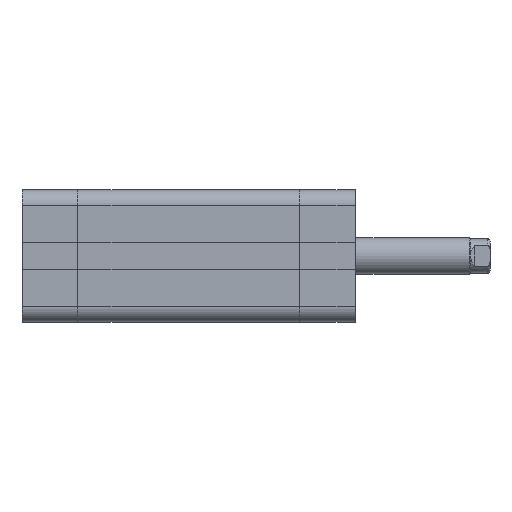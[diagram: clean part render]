
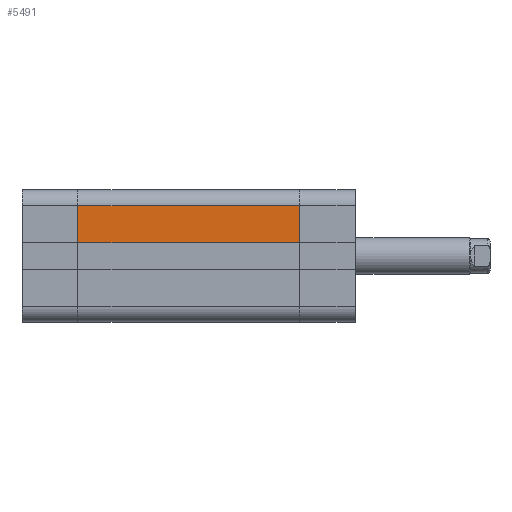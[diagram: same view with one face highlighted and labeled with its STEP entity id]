
A CAD part, front view. The second image highlights one B-rep face of the part: STEP entity #5491.
In plain terms, the highlighted planar face has unit normal (0, -1, 0).
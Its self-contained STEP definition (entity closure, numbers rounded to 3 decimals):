
#752 = EDGE_LOOP ( 'NONE', ( #1246, #1247, #1248, #1249 ) ) ;
#1246 = ORIENTED_EDGE ( 'NONE', *, *, #4790, .T. ) ;
#1247 = ORIENTED_EDGE ( 'NONE', *, *, #4789, .F. ) ;
#1248 = ORIENTED_EDGE ( 'NONE', *, *, #4780, .F. ) ;
#1249 = ORIENTED_EDGE ( 'NONE', *, *, #4791, .T. ) ;
#2986 = CARTESIAN_POINT ( 'NONE',  ( -11., -14.5, -48.5 ) ) ;
#2991 = DIRECTION ( 'NONE',  ( 0., 0., 1. ) ) ;
#3007 = CARTESIAN_POINT ( 'NONE',  ( -11., -14.5, 0. ) ) ;
#3009 = CARTESIAN_POINT ( 'NONE',  ( -2.85, -14.5, -48.5 ) ) ;
#3010 = DIRECTION ( 'NONE',  ( 1., 0., 0. ) ) ;
#3011 = CARTESIAN_POINT ( 'NONE',  ( -11., -14.5, -48.5 ) ) ;
#3013 = DIRECTION ( 'NONE',  ( 0., 0., 1. ) ) ;
#3015 = DIRECTION ( 'NONE',  ( 1., 0., 0. ) ) ;
#3811 = LINE ( 'NONE', #2986, #3823 ) ;
#3816 = LINE ( 'NONE', #3009, #3843 ) ;
#3823 = VECTOR ( 'NONE', #2991, 1000. ) ;
#3835 = LINE ( 'NONE', #3007, #3840 ) ;
#3839 = LINE ( 'NONE', #3011, #3845 ) ;
#3840 = VECTOR ( 'NONE', #3010, 1000. ) ;
#3843 = VECTOR ( 'NONE', #3013, 1000. ) ;
#3845 = VECTOR ( 'NONE', #3015, 1000. ) ;
#4085 = FACE_OUTER_BOUND ( 'NONE', #752, .T. ) ;
#4780 = EDGE_CURVE ( 'NONE', #6058, #6061, #3811, .T. ) ;
#4789 = EDGE_CURVE ( 'NONE', #6061, #6463, #3835, .T. ) ;
#4790 = EDGE_CURVE ( 'NONE', #6328, #6463, #3816, .T. ) ;
#4791 = EDGE_CURVE ( 'NONE', #6058, #6328, #3839, .T. ) ;
#5224 = AXIS2_PLACEMENT_3D ( 'NONE', #6746, #6749, #6750 ) ;
#5491 = ADVANCED_FACE ( 'NONE', ( #4085 ), #6747, .T. ) ;
#6058 = VERTEX_POINT ( 'NONE', #7362 ) ;
#6061 = VERTEX_POINT ( 'NONE', #7365 ) ;
#6328 = VERTEX_POINT ( 'NONE', #7559 ) ;
#6463 = VERTEX_POINT ( 'NONE', #7692 ) ;
#6746 = CARTESIAN_POINT ( 'NONE',  ( -11., -14.5, -48.5 ) ) ;
#6747 = PLANE ( 'NONE',  #5224 ) ;
#6749 = DIRECTION ( 'NONE',  ( 0., -1., 0. ) ) ;
#6750 = DIRECTION ( 'NONE',  ( 0., 0., -1. ) ) ;
#7362 = CARTESIAN_POINT ( 'NONE',  ( -11., -14.5, -48.5 ) ) ;
#7365 = CARTESIAN_POINT ( 'NONE',  ( -11., -14.5, 0. ) ) ;
#7559 = CARTESIAN_POINT ( 'NONE',  ( -2.85, -14.5, -48.5 ) ) ;
#7692 = CARTESIAN_POINT ( 'NONE',  ( -2.85, -14.5, 0. ) ) ;
